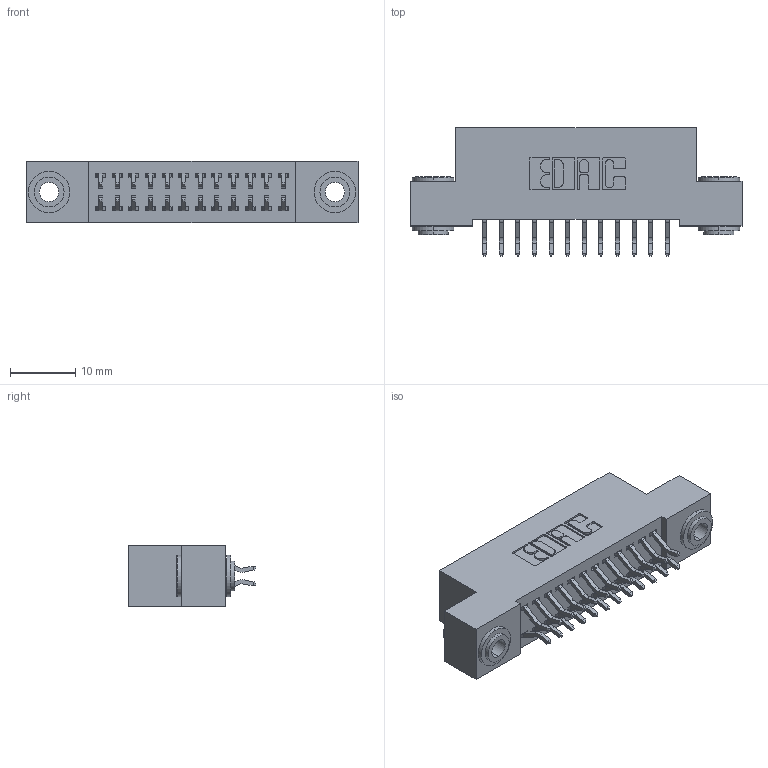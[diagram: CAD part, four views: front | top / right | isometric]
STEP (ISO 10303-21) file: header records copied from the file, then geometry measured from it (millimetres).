
FILE_DESCRIPTION (( 'STEP AP203' ), '1' );
FILE_NAME ('392-024-556-203.STEP', '2019-10-07T07:41:42', ( '' ), ( '' ), 'SwSTEP 2.0', 'SolidWorks 2016', '' );
FILE_SCHEMA (( 'CONFIG_CONTROL_DESIGN' ));
Length unit declared in the file: inch
Products named in the file (4): 392-024-556-203; 342 Part_.156 TH; 345-292-001_556 Tail; 342-250-002_345-250-002-102
Assembly tree (27 placements, depth 2):
  392-024-556-203
    342 Part_.156 TH
    345-292-001_556 Tail  x24
    342-250-002_345-250-002-102  x2
Bounding box: 50.8 x 19.58 x 9.4 mm (x, y, z)
Volume: 4444.6 mm3; surface area: 6686.2 mm2
Topology: 27 solids, 27 shells, 1540 faces, 4527 edges, 2982 vertices
Faces by surface type: plane 1036, cylinder 496, cone 8
Entity records: 12338 total; most frequent: CARTESIAN_POINT 2069, ORIENTED_EDGE 1986, DIRECTION 1843, EDGE_CURVE 993, LINE 833, VECTOR 833, VERTEX_POINT 658, AXIS2_PLACEMENT_3D 505
